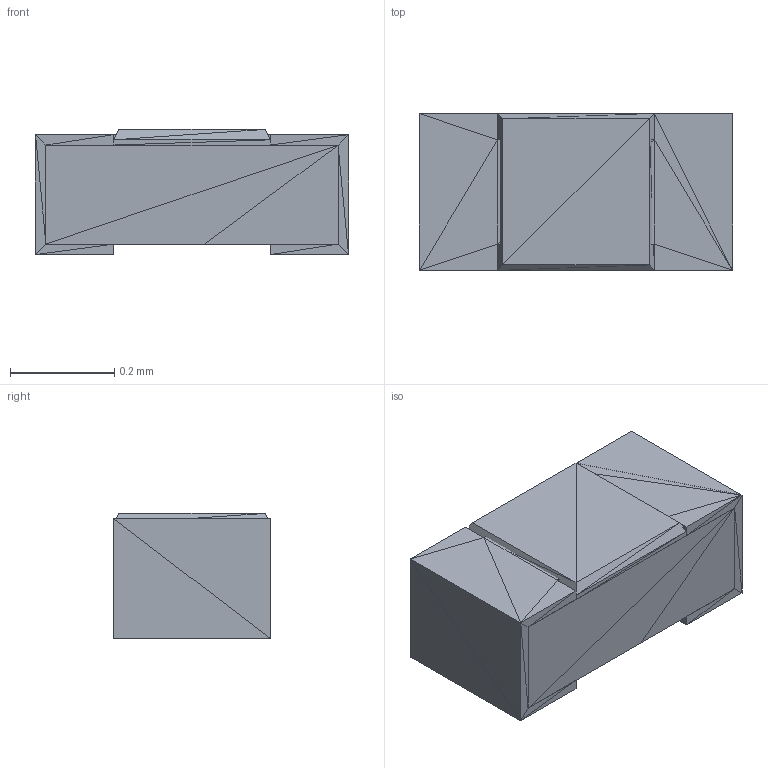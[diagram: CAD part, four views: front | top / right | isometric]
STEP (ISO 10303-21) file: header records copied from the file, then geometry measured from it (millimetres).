
FILE_DESCRIPTION(('auto-generated'),'2;1');
FILE_SCHEMA(('CONFIG_CONTROL_DESIGN'));
Bounding box: 0.6 x 0.3 x 0.24 mm (x, y, z)
Volume: 0 mm3; surface area: 1.7 mm2
Topology: 1 solids, 12 shells, 590 faces, 1024 edges, 436 vertices
Faces by surface type: plane 590
Entity records: 9618 total; most frequent: ORIENTED_EDGE 1766, DIRECTION 1325, LINE 1024, EDGE_CURVE 1024, VECTOR 607, AXIS2_PLACEMENT_3D 591, PLANE 590, EDGE_LOOP 590
